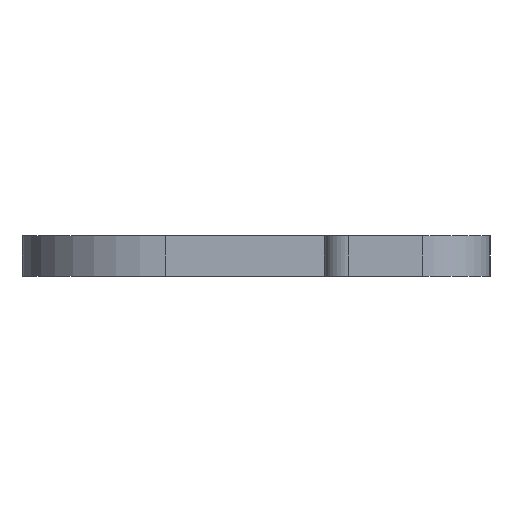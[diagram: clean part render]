
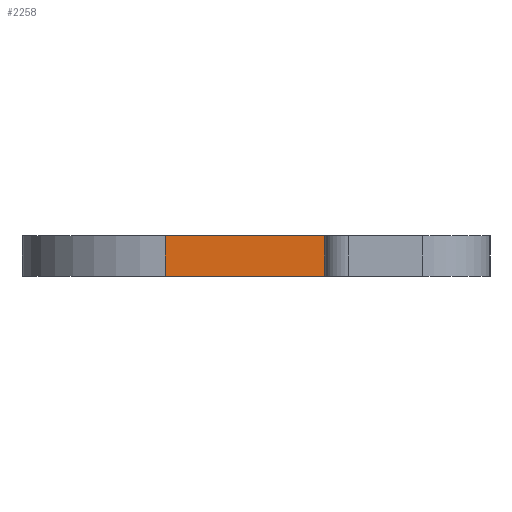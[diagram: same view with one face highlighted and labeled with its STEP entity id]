
A CAD part, left-side view. The second image highlights one B-rep face of the part: STEP entity #2258.
In plain terms, the highlighted planar face has unit normal (-1, 0, 0).
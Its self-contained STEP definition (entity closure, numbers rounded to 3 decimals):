
#602=CARTESIAN_POINT('',(-22.0,-9.8,-0.5));
#603=VERTEX_POINT('',#602);
#611=CARTESIAN_POINT('',(-22.0,-2.75,-0.5));
#612=VERTEX_POINT('',#611);
#613=CARTESIAN_POINT('',(-22.0,-2.75,-0.5));
#614=DIRECTION('',(0.0,-1.0,0.0));
#615=VECTOR('',#614,7.05);
#616=LINE('',#613,#615);
#617=EDGE_CURVE('',#612,#603,#616,.T.);
#2215=CARTESIAN_POINT('',(-22.0,-9.8,0.5));
#2216=VERTEX_POINT('',#2215);
#2224=CARTESIAN_POINT('',(-22.0,-9.8,-0.5));
#2225=DIRECTION('',(0.0,0.0,1.0));
#2226=VECTOR('',#2225,1.0);
#2227=LINE('',#2224,#2226);
#2228=EDGE_CURVE('',#603,#2216,#2227,.T.);
#2235=CARTESIAN_POINT('',(-22.0,-9.8,0.0));
#2236=DIRECTION('',(-1.0,0.0,0.0));
#2237=DIRECTION('',(0.0,0.0,1.0));
#2238=AXIS2_PLACEMENT_3D('',#2235,#2236,#2237);
#2239=PLANE('',#2238);
#2240=CARTESIAN_POINT('',(-22.0,-2.75,0.5));
#2241=VERTEX_POINT('',#2240);
#2242=CARTESIAN_POINT('',(-22.0,-9.8,0.5));
#2243=DIRECTION('',(0.0,1.0,0.0));
#2244=VECTOR('',#2243,7.05);
#2245=LINE('',#2242,#2244);
#2246=EDGE_CURVE('',#2216,#2241,#2245,.T.);
#2247=ORIENTED_EDGE('',*,*,#2246,.T.);
#2248=CARTESIAN_POINT('',(-22.0,-2.75,-0.5));
#2249=DIRECTION('',(0.0,0.0,1.0));
#2250=VECTOR('',#2249,1.0);
#2251=LINE('',#2248,#2250);
#2252=EDGE_CURVE('',#612,#2241,#2251,.T.);
#2253=ORIENTED_EDGE('',*,*,#2252,.F.);
#2254=ORIENTED_EDGE('',*,*,#617,.T.);
#2255=ORIENTED_EDGE('',*,*,#2228,.T.);
#2256=EDGE_LOOP('',(#2247,#2253,#2254,#2255));
#2257=FACE_OUTER_BOUND('',#2256,.T.);
#2258=ADVANCED_FACE('',(#2257),#2239,.T.);
